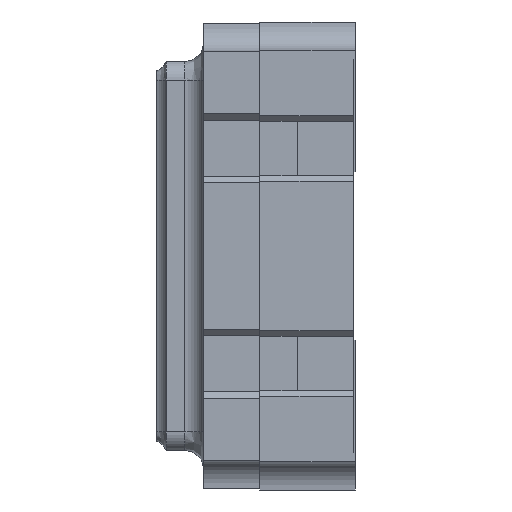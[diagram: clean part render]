
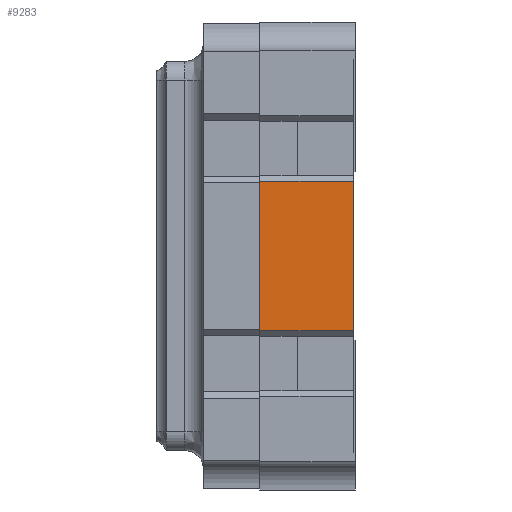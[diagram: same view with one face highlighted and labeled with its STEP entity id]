
A CAD part, left-side view. The second image highlights one B-rep face of the part: STEP entity #9283.
In plain terms, the highlighted planar face has unit normal (-1, 0, 0).
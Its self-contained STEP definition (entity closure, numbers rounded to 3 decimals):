
#205 = CARTESIAN_POINT ( 'NONE',  ( -1.6, 0.5, -0.4 ) ) ;
#1137 = VERTEX_POINT ( 'NONE', #3845 ) ;
#1331 = VERTEX_POINT ( 'NONE', #9468 ) ;
#2134 = DIRECTION ( 'NONE',  ( 0., 0., 1. ) ) ;
#2742 = PLANE ( 'NONE',  #7882 ) ;
#2811 = FACE_OUTER_BOUND ( 'NONE', #7263, .T. ) ;
#2996 = CARTESIAN_POINT ( 'NONE',  ( -1.6, 0.5, -1.25 ) ) ;
#3383 = LINE ( 'NONE', #11607, #5226 ) ;
#3845 = CARTESIAN_POINT ( 'NONE',  ( -1.6, 0., 0.4 ) ) ;
#5226 = VECTOR ( 'NONE', #6831, 1000. ) ;
#5631 = CARTESIAN_POINT ( 'NONE',  ( -1.6, 0.5, -0.4 ) ) ;
#6001 = ORIENTED_EDGE ( 'NONE', *, *, #9554, .T. ) ;
#6196 = CARTESIAN_POINT ( 'NONE',  ( -1.6, 0.5, 0.4 ) ) ;
#6447 = VECTOR ( 'NONE', #2134, 1000. ) ;
#6831 = DIRECTION ( 'NONE',  ( 0., 0., 1. ) ) ;
#7263 = EDGE_LOOP ( 'NONE', ( #6001, #12881, #8226, #8827 ) ) ;
#7572 = DIRECTION ( 'NONE',  ( 1., 0., 0. ) ) ;
#7882 = AXIS2_PLACEMENT_3D ( 'NONE', #8930, #7572, #12205 ) ;
#8226 = ORIENTED_EDGE ( 'NONE', *, *, #14961, .F. ) ;
#8827 = ORIENTED_EDGE ( 'NONE', *, *, #13992, .T. ) ;
#8930 = CARTESIAN_POINT ( 'NONE',  ( -1.6, 0.5, 0.4 ) ) ;
#9283 = ADVANCED_FACE ( 'NONE', ( #2811 ), #2742, .F. ) ;
#9378 = DIRECTION ( 'NONE',  ( 0., 1., 0. ) ) ;
#9468 = CARTESIAN_POINT ( 'NONE',  ( -1.6, 0., -0.4 ) ) ;
#9554 = EDGE_CURVE ( 'NONE', #1137, #9600, #11723, .T. ) ;
#9600 = VERTEX_POINT ( 'NONE', #6196 ) ;
#10051 = DIRECTION ( 'NONE',  ( 0., 1., 0. ) ) ;
#11607 = CARTESIAN_POINT ( 'NONE',  ( -1.6, 0., -1.25 ) ) ;
#11723 = LINE ( 'NONE', #12870, #11772 ) ;
#11772 = VECTOR ( 'NONE', #9378, 1000. ) ;
#12205 = DIRECTION ( 'NONE',  ( 0., 0., -1. ) ) ;
#12299 = EDGE_CURVE ( 'NONE', #14675, #9600, #13645, .T. ) ;
#12813 = VECTOR ( 'NONE', #10051, 1000. ) ;
#12870 = CARTESIAN_POINT ( 'NONE',  ( -1.6, 0.5, 0.4 ) ) ;
#12881 = ORIENTED_EDGE ( 'NONE', *, *, #12299, .F. ) ;
#13645 = LINE ( 'NONE', #2996, #6447 ) ;
#13992 = EDGE_CURVE ( 'NONE', #1331, #1137, #3383, .T. ) ;
#14675 = VERTEX_POINT ( 'NONE', #205 ) ;
#14900 = LINE ( 'NONE', #5631, #12813 ) ;
#14961 = EDGE_CURVE ( 'NONE', #1331, #14675, #14900, .T. ) ;
